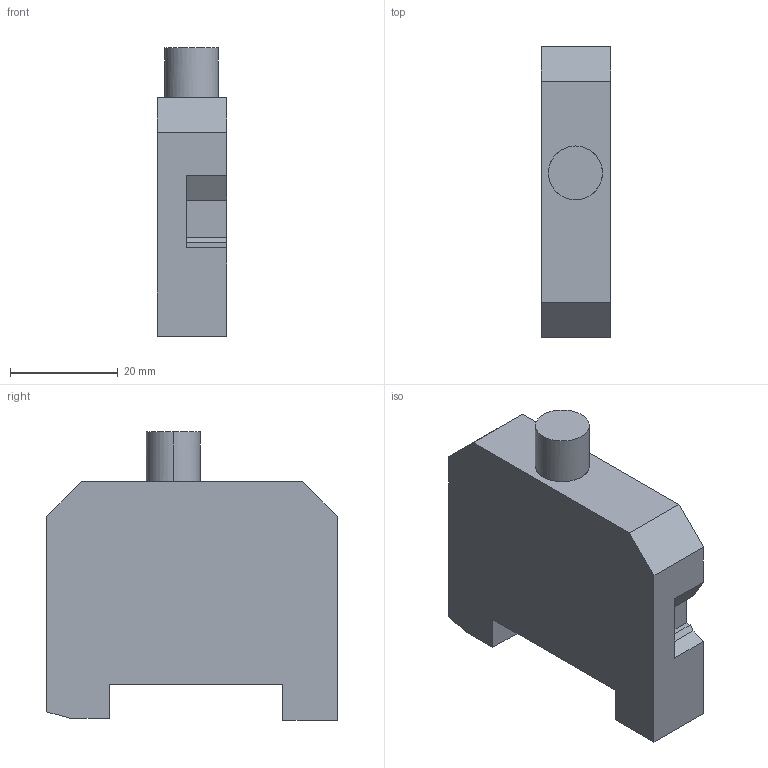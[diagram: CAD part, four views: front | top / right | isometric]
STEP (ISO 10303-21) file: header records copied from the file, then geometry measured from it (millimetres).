
FILE_DESCRIPTION(('CATIA V5 STEP Exchange','CAx-IF Rec.Pracs.--- Model Styling and Organization---1.4--- 2014-01-23'),'2;1');
FILE_NAME ('359140_1', '2023-03-01T07:54:04+00:00', ('none'), ('Weidmueller'), 'CATIA Version 5-6 Release 2016 SP3 HF44', 'CATIA V5 STEP AP214', 'none');
FILE_SCHEMA(('AUTOMOTIVE_DESIGN { 1 0 10303 214 1 1 1 1 }'));
Length unit declared in the file: millimetre
Products named in the file (1): 0501600000
Bounding box: 13 x 54 x 53.6 mm (x, y, z)
Volume: 27786.7 mm3; surface area: 7405.6 mm2
Topology: 2 solids, 2 shells, 32 faces, 83 edges, 56 vertices
Faces by surface type: plane 30, cylinder 2
Entity records: 1026 total; most frequent: CARTESIAN_POINT 235, ORIENTED_EDGE 166, DIRECTION 130, EDGE_CURVE 83, VECTOR 68, LINE 68, VERTEX_POINT 56, AXIS2_PLACEMENT_3D 33
